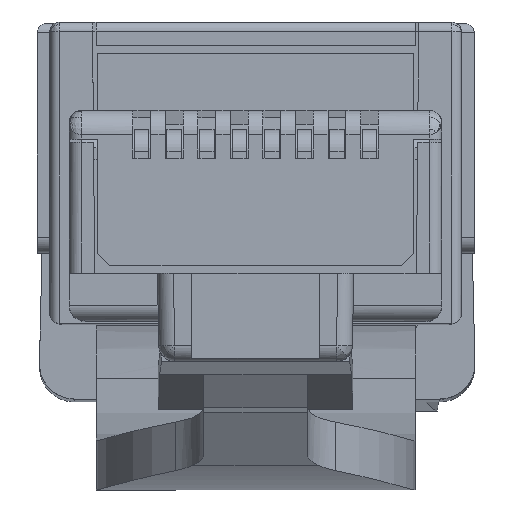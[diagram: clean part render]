
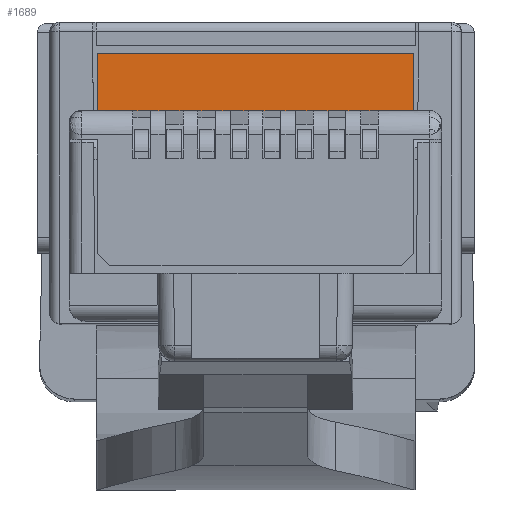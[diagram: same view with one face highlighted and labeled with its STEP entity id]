
A CAD part, top view. The second image highlights one B-rep face of the part: STEP entity #1689.
In plain terms, the highlighted planar face has unit normal (0, 0, 1).
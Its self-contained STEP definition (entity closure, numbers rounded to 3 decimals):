
#401 = EDGE_CURVE ( 'NONE', #15265, #26326, #6325, .T. ) ;
#1535 = VECTOR ( 'NONE', #35081, 1000. ) ;
#1689 = ADVANCED_FACE ( 'NONE', ( #1988 ), #13249, .T. ) ;
#1988 = FACE_OUTER_BOUND ( 'NONE', #29359, .T. ) ;
#3184 = EDGE_CURVE ( 'NONE', #4071, #26326, #8875, .T. ) ;
#4071 = VERTEX_POINT ( 'NONE', #31863 ) ;
#4349 = CARTESIAN_POINT ( 'NONE',  ( 4.965, 8.4, -14.1 ) ) ;
#4918 = CARTESIAN_POINT ( 'NONE',  ( -4.965, 6.6, -14.1 ) ) ;
#6325 = LINE ( 'NONE', #4918, #13672 ) ;
#7121 = DIRECTION ( 'NONE',  ( 0., 1., 0. ) ) ;
#7801 = VERTEX_POINT ( 'NONE', #20644 ) ;
#8875 = LINE ( 'NONE', #26504, #1535 ) ;
#8909 = CARTESIAN_POINT ( 'NONE',  ( -4.965, 8.4, -14.1 ) ) ;
#9282 = DIRECTION ( 'NONE',  ( 0., 0., 1. ) ) ;
#9829 = CARTESIAN_POINT ( 'NONE',  ( -4.965, 8.4, -14.1 ) ) ;
#10556 = CARTESIAN_POINT ( 'NONE',  ( 4.965, 6.6, -14.1 ) ) ;
#11627 = ORIENTED_EDGE ( 'NONE', *, *, #3184, .T. ) ;
#12634 = VECTOR ( 'NONE', #7121, 1000. ) ;
#13249 = PLANE ( 'NONE',  #18668 ) ;
#13672 = VECTOR ( 'NONE', #14180, 1000. ) ;
#14180 = DIRECTION ( 'NONE',  ( -1., 0., 0. ) ) ;
#14563 = VECTOR ( 'NONE', #17215, 1000. ) ;
#15265 = VERTEX_POINT ( 'NONE', #10556 ) ;
#17215 = DIRECTION ( 'NONE',  ( -1., 0., 0. ) ) ;
#18668 = AXIS2_PLACEMENT_3D ( 'NONE', #9829, #9282, #31219 ) ;
#20168 = LINE ( 'NONE', #8909, #14563 ) ;
#20644 = CARTESIAN_POINT ( 'NONE',  ( 4.965, 8.4, -14.1 ) ) ;
#21364 = EDGE_CURVE ( 'NONE', #7801, #4071, #20168, .T. ) ;
#26303 = ORIENTED_EDGE ( 'NONE', *, *, #401, .F. ) ;
#26326 = VERTEX_POINT ( 'NONE', #32014 ) ;
#26504 = CARTESIAN_POINT ( 'NONE',  ( -4.965, 2.35, -14.1 ) ) ;
#27981 = ORIENTED_EDGE ( 'NONE', *, *, #29003, .T. ) ;
#28944 = ORIENTED_EDGE ( 'NONE', *, *, #21364, .T. ) ;
#29003 = EDGE_CURVE ( 'NONE', #15265, #7801, #34580, .T. ) ;
#29359 = EDGE_LOOP ( 'NONE', ( #28944, #11627, #26303, #27981 ) ) ;
#31219 = DIRECTION ( 'NONE',  ( 1., 0., 0. ) ) ;
#31863 = CARTESIAN_POINT ( 'NONE',  ( -4.965, 8.4, -14.1 ) ) ;
#32014 = CARTESIAN_POINT ( 'NONE',  ( -4.965, 6.6, -14.1 ) ) ;
#34580 = LINE ( 'NONE', #4349, #12634 ) ;
#35081 = DIRECTION ( 'NONE',  ( 0., -1., 0. ) ) ;
